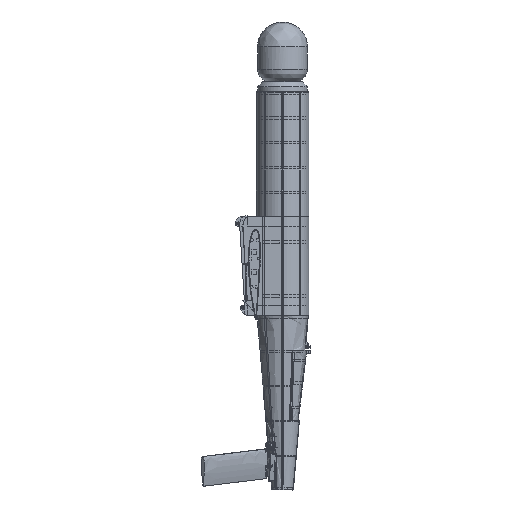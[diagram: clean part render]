
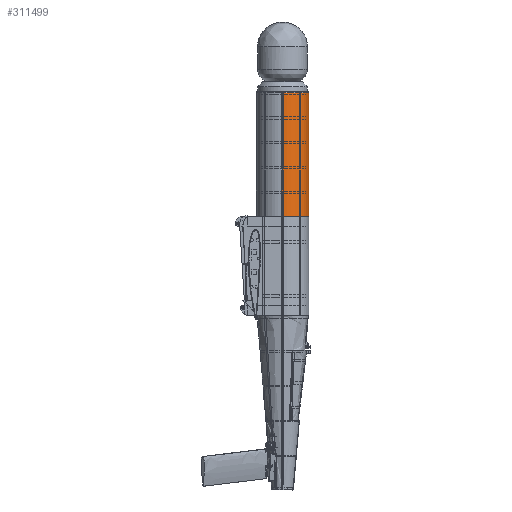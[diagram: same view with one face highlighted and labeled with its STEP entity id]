
A CAD part, left-side view. The second image highlights one B-rep face of the part: STEP entity #311499.
In plain terms, the highlighted free-form (B-spline) face has degree [2, 1] with [5, 2] control points.
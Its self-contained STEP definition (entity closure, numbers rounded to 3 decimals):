
#311303 = VERTEX_POINT('',#311304);
#311304 = CARTESIAN_POINT('',(205.109,298.021,
    536.069));
#311362 = VERTEX_POINT('',#311363);
#311363 = CARTESIAN_POINT('',(97.886,298.021,
    536.069));
#311369 = EDGE_CURVE('',#311362,#311303,#311370,.T.);
#311370 = ( BOUNDED_CURVE() B_SPLINE_CURVE(2,(#311371,#311372,#311373,
#311374,#311375),.UNSPECIFIED.,.F.,.F.) B_SPLINE_CURVE_WITH_KNOTS((3,2,3
    ),(0.785,2.356,3.927),
.PIECEWISE_BEZIER_KNOTS.) CURVE() GEOMETRIC_REPRESENTATION_ITEM() 
RATIONAL_B_SPLINE_CURVE((1.,0.707,1.,0.707,1.)) 
REPRESENTATION_ITEM('') );
#311371 = CARTESIAN_POINT('',(97.886,298.021,
    536.069));
#311372 = CARTESIAN_POINT('',(97.886,244.41,
    536.069));
#311373 = CARTESIAN_POINT('',(151.498,244.41,
    536.069));
#311374 = CARTESIAN_POINT('',(205.109,244.41,
    536.069));
#311375 = CARTESIAN_POINT('',(205.109,298.021,
    536.069));
#311499 = ADVANCED_FACE('',(#311500),#311527,.T.);
#311500 = FACE_BOUND('',#311501,.T.);
#311501 = EDGE_LOOP('',(#311502,#311509,#311519,#311526));
#311502 = ORIENTED_EDGE('',*,*,#311503,.T.);
#311503 = EDGE_CURVE('',#311362,#311504,#311506,.T.);
#311504 = VERTEX_POINT('',#311505);
#311505 = CARTESIAN_POINT('',(97.886,298.021,
    285.209));
#311506 = B_SPLINE_CURVE_WITH_KNOTS('',1,(#311507,#311508),
  .UNSPECIFIED.,.F.,.F.,(2,2),(-123.,125.),.PIECEWISE_BEZIER_KNOTS.);
#311507 = CARTESIAN_POINT('',(97.886,298.021,
    536.069));
#311508 = CARTESIAN_POINT('',(97.886,298.021,
    285.209));
#311509 = ORIENTED_EDGE('',*,*,#311510,.T.);
#311510 = EDGE_CURVE('',#311504,#311511,#311513,.T.);
#311511 = VERTEX_POINT('',#311512);
#311512 = CARTESIAN_POINT('',(205.109,298.021,
    285.209));
#311513 = ( BOUNDED_CURVE() B_SPLINE_CURVE(2,(#311514,#311515,#311516,
#311517,#311518),.UNSPECIFIED.,.F.,.F.) B_SPLINE_CURVE_WITH_KNOTS((3,2,3
    ),(0.785,2.356,3.927),
.PIECEWISE_BEZIER_KNOTS.) CURVE() GEOMETRIC_REPRESENTATION_ITEM() 
RATIONAL_B_SPLINE_CURVE((1.,0.707,1.,0.707,1.)) 
REPRESENTATION_ITEM('') );
#311514 = CARTESIAN_POINT('',(97.886,298.021,
    285.209));
#311515 = CARTESIAN_POINT('',(97.886,244.41,
    285.209));
#311516 = CARTESIAN_POINT('',(151.498,244.41,
    285.209));
#311517 = CARTESIAN_POINT('',(205.109,244.41,
    285.209));
#311518 = CARTESIAN_POINT('',(205.109,298.021,
    285.209));
#311519 = ORIENTED_EDGE('',*,*,#311520,.F.);
#311520 = EDGE_CURVE('',#311303,#311511,#311521,.T.);
#311521 = B_SPLINE_CURVE_WITH_KNOTS('',3,(#311522,#311523,#311524,
    #311525),.UNSPECIFIED.,.F.,.F.,(4,4),(0.,1.),
  .PIECEWISE_BEZIER_KNOTS.);
#311522 = CARTESIAN_POINT('',(205.109,298.021,
    536.069));
#311523 = CARTESIAN_POINT('',(205.109,298.021,
    452.449));
#311524 = CARTESIAN_POINT('',(205.109,298.021,
    368.829));
#311525 = CARTESIAN_POINT('',(205.109,298.021,
    285.209));
#311526 = ORIENTED_EDGE('',*,*,#311369,.F.);
#311527 = ( BOUNDED_SURFACE() B_SPLINE_SURFACE(2,1,(
    (#311528,#311529)
    ,(#311530,#311531)
    ,(#311532,#311533)
    ,(#311534,#311535)
    ,(#311536,#311537
)),.UNSPECIFIED.,.F.,.F.,.F.) B_SPLINE_SURFACE_WITH_KNOTS((3,2,3),(2,2),
  (2.356,3.927,5.498),(-123.,125.),
.PIECEWISE_BEZIER_KNOTS.) GEOMETRIC_REPRESENTATION_ITEM() 
RATIONAL_B_SPLINE_SURFACE((
    (1.,1.)
    ,(0.707,0.707)
    ,(1.,1.)
    ,(0.707,0.707)
,(1.,1.))) REPRESENTATION_ITEM('') SURFACE() );
#311528 = CARTESIAN_POINT('',(205.109,298.021,
    536.069));
#311529 = CARTESIAN_POINT('',(205.109,298.021,
    285.209));
#311530 = CARTESIAN_POINT('',(205.109,244.41,
    536.069));
#311531 = CARTESIAN_POINT('',(205.109,244.41,
    285.209));
#311532 = CARTESIAN_POINT('',(151.498,244.41,
    536.069));
#311533 = CARTESIAN_POINT('',(151.498,244.41,
    285.209));
#311534 = CARTESIAN_POINT('',(97.886,244.41,
    536.069));
#311535 = CARTESIAN_POINT('',(97.886,244.41,
    285.209));
#311536 = CARTESIAN_POINT('',(97.886,298.021,
    536.069));
#311537 = CARTESIAN_POINT('',(97.886,298.021,
    285.209));
